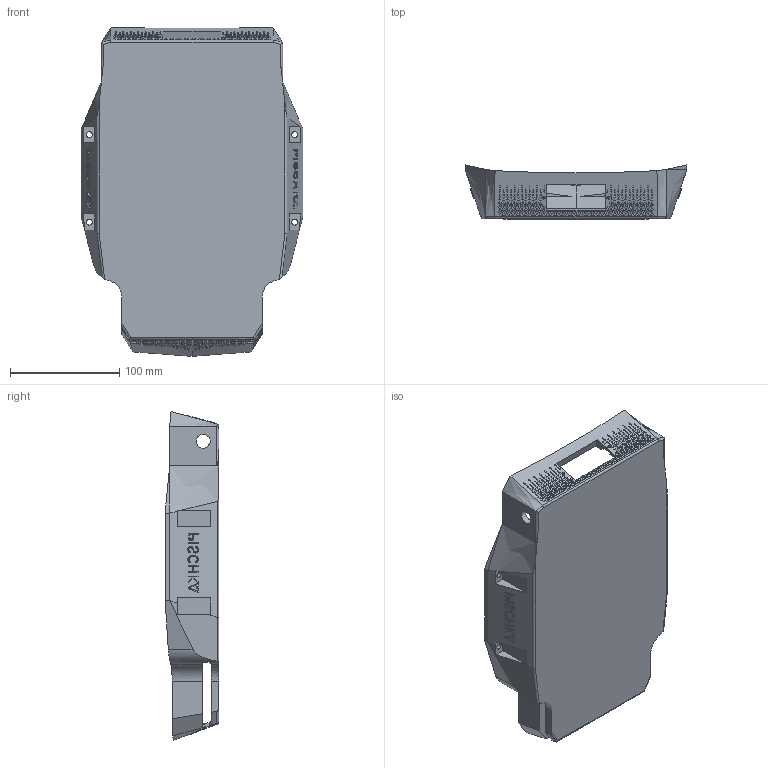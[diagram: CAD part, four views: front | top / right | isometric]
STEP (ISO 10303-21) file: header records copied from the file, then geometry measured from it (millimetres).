
FILE_DESCRIPTION(/* description */ (''),/* implementation_level */ '2;1');
FILE_NAME(/* name */ 'Battery Housing Box v3.stp',/* time_stamp */ '2019-11-21T21:49:33+01:00',/* author */ ('Petar'),/* organization */ (''),/* preprocessor_version */ 'ST-DEVELOPER v18',/* originating_system */ 'Autodesk Inventor 2020',/* authorisation */ '');
FILE_SCHEMA (('AUTOMOTIVE_DESIGN { 1 0 10303 214 3 1 1 }'));
Products named in the file (1): Battery Housing Box v3
Bounding box: 202.7 x 49.19 x 300.47 mm (x, y, z)
Volume: 383612 mm3; surface area: 179461.1 mm2
Topology: 1 solids, 1 shells, 2104 faces, 5075 edges, 3375 vertices
Faces by surface type: plane 1748, bspline 310, cylinder 45, cone 1
Full cylindrical faces by diameter (mm): 2.5 x2, 3.5 x2, 5.5 x4, 12.6 x1
Entity records: 65219 total; most frequent: CARTESIAN_POINT 19269, ORIENTED_EDGE 10148, DIRECTION 7437, EDGE_CURVE 5074, LINE 3651, VECTOR 3651, VERTEX_POINT 3374, EDGE_LOOP 2532
